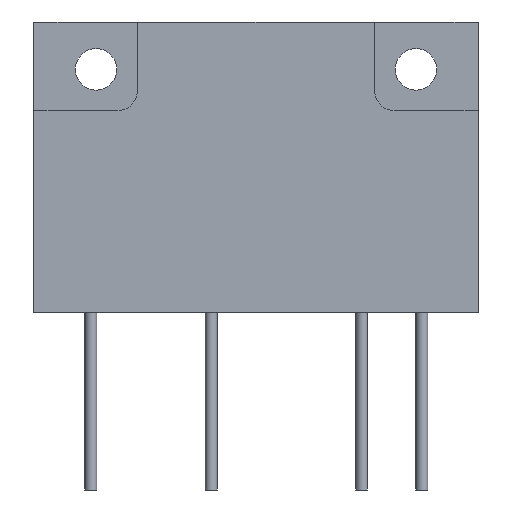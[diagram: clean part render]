
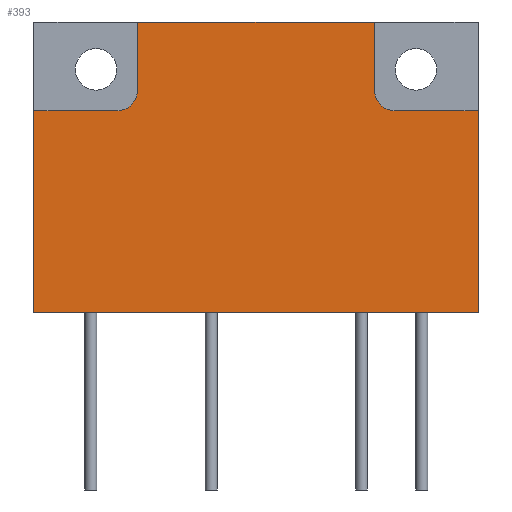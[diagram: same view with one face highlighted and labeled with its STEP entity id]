
A CAD part, front view. The second image highlights one B-rep face of the part: STEP entity #393.
In plain terms, the highlighted planar face has unit normal (0, -1, 0).
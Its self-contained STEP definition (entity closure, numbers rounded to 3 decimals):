
#84 = VERTEX_POINT('',#85);
#85 = CARTESIAN_POINT('',(-4.8,-4.5,0.));
#91 = EDGE_CURVE('',#84,#92,#94,.T.);
#92 = VERTEX_POINT('',#93);
#93 = CARTESIAN_POINT('',(-4.8,-4.5,17.));
#94 = LINE('',#95,#96);
#95 = CARTESIAN_POINT('',(-4.8,-4.5,0.));
#96 = VECTOR('',#97,1.);
#97 = DIRECTION('',(0.,0.,1.));
#132 = VERTEX_POINT('',#133);
#133 = CARTESIAN_POINT('',(32.7,-4.5,0.));
#139 = EDGE_CURVE('',#132,#84,#140,.T.);
#140 = LINE('',#141,#142);
#141 = CARTESIAN_POINT('',(32.7,-4.5,0.));
#142 = VECTOR('',#143,1.);
#143 = DIRECTION('',(-1.,0.,0.));
#217 = VERTEX_POINT('',#218);
#218 = CARTESIAN_POINT('',(23.95,-4.5,24.5));
#224 = EDGE_CURVE('',#217,#225,#227,.T.);
#225 = VERTEX_POINT('',#226);
#226 = CARTESIAN_POINT('',(3.95,-4.5,24.5));
#227 = LINE('',#228,#229);
#228 = CARTESIAN_POINT('',(32.7,-4.5,24.5));
#229 = VECTOR('',#230,1.);
#230 = DIRECTION('',(-1.,0.,0.));
#266 = VERTEX_POINT('',#267);
#267 = CARTESIAN_POINT('',(32.7,-4.5,17.));
#273 = EDGE_CURVE('',#132,#266,#274,.T.);
#274 = LINE('',#275,#276);
#275 = CARTESIAN_POINT('',(32.7,-4.5,0.));
#276 = VECTOR('',#277,1.);
#277 = DIRECTION('',(0.,0.,1.));
#374 = VERTEX_POINT('',#375);
#375 = CARTESIAN_POINT('',(2.2,-4.5,17.));
#383 = EDGE_CURVE('',#374,#92,#384,.T.);
#384 = LINE('',#385,#386);
#385 = CARTESIAN_POINT('',(2.2,-4.5,17.));
#386 = VECTOR('',#387,1.);
#387 = DIRECTION('',(-1.,0.,0.));
#393 = ADVANCED_FACE('',(#394),#439,.T.);
#394 = FACE_BOUND('',#395,.T.);
#395 = EDGE_LOOP('',(#396,#397,#398,#406,#415,#421,#422,#430,#437,#438)
  );
#396 = ORIENTED_EDGE('',*,*,#139,.F.);
#397 = ORIENTED_EDGE('',*,*,#273,.T.);
#398 = ORIENTED_EDGE('',*,*,#399,.T.);
#399 = EDGE_CURVE('',#266,#400,#402,.T.);
#400 = VERTEX_POINT('',#401);
#401 = CARTESIAN_POINT('',(25.7,-4.5,17.));
#402 = LINE('',#403,#404);
#403 = CARTESIAN_POINT('',(32.7,-4.5,17.));
#404 = VECTOR('',#405,1.);
#405 = DIRECTION('',(-1.,0.,0.));
#406 = ORIENTED_EDGE('',*,*,#407,.F.);
#407 = EDGE_CURVE('',#408,#400,#410,.T.);
#408 = VERTEX_POINT('',#409);
#409 = CARTESIAN_POINT('',(23.95,-4.5,18.75));
#410 = CIRCLE('',#411,1.75);
#411 = AXIS2_PLACEMENT_3D('',#412,#413,#414);
#412 = CARTESIAN_POINT('',(25.7,-4.5,18.75));
#413 = DIRECTION('',(0.,-1.,0.));
#414 = DIRECTION('',(1.,0.,0.));
#415 = ORIENTED_EDGE('',*,*,#416,.T.);
#416 = EDGE_CURVE('',#408,#217,#417,.T.);
#417 = LINE('',#418,#419);
#418 = CARTESIAN_POINT('',(23.95,-4.5,18.75));
#419 = VECTOR('',#420,1.);
#420 = DIRECTION('',(0.,0.,1.));
#421 = ORIENTED_EDGE('',*,*,#224,.T.);
#422 = ORIENTED_EDGE('',*,*,#423,.T.);
#423 = EDGE_CURVE('',#225,#424,#426,.T.);
#424 = VERTEX_POINT('',#425);
#425 = CARTESIAN_POINT('',(3.95,-4.5,18.75));
#426 = LINE('',#427,#428);
#427 = CARTESIAN_POINT('',(3.95,-4.5,24.5));
#428 = VECTOR('',#429,1.);
#429 = DIRECTION('',(0.,0.,-1.));
#430 = ORIENTED_EDGE('',*,*,#431,.F.);
#431 = EDGE_CURVE('',#374,#424,#432,.T.);
#432 = CIRCLE('',#433,1.75);
#433 = AXIS2_PLACEMENT_3D('',#434,#435,#436);
#434 = CARTESIAN_POINT('',(2.2,-4.5,18.75));
#435 = DIRECTION('',(0.,-1.,0.));
#436 = DIRECTION('',(1.,0.,0.));
#437 = ORIENTED_EDGE('',*,*,#383,.T.);
#438 = ORIENTED_EDGE('',*,*,#91,.F.);
#439 = PLANE('',#440);
#440 = AXIS2_PLACEMENT_3D('',#441,#442,#443);
#441 = CARTESIAN_POINT('',(32.7,-4.5,0.));
#442 = DIRECTION('',(0.,-1.,0.));
#443 = DIRECTION('',(-1.,0.,0.));
